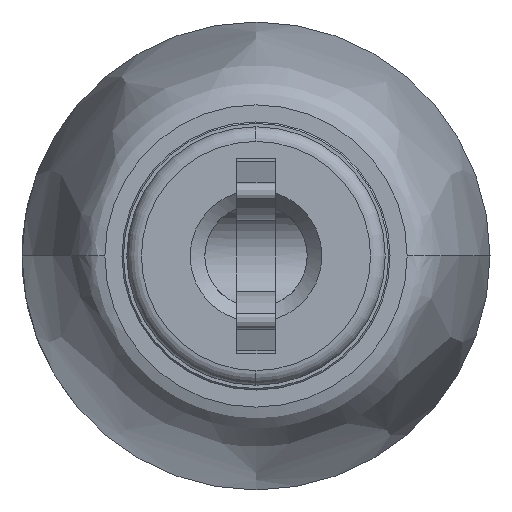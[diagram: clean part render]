
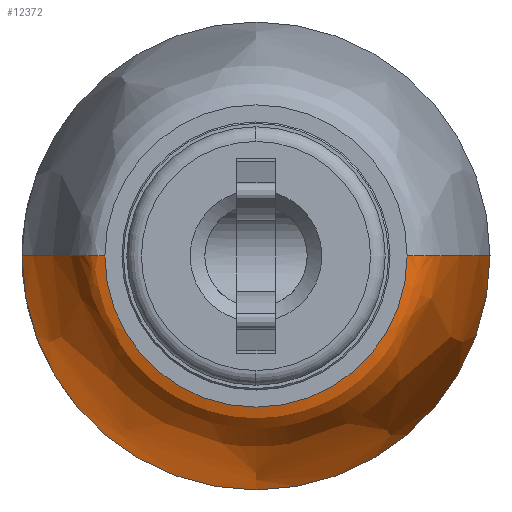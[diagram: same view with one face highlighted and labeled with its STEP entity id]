
A CAD part, left-side view. The second image highlights one B-rep face of the part: STEP entity #12372.
In plain terms, the highlighted free-form (B-spline) face has degree [3, 3] with [6, 4] control points.
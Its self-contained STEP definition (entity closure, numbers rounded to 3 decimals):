
#175 = CARTESIAN_POINT ( 'NONE',  ( -5.178, -3.71, 0. ) ) ;
#292 = CARTESIAN_POINT ( 'NONE',  ( 3.822, 4.8, -9.6 ) ) ;
#989 = CARTESIAN_POINT ( 'NONE',  ( 3.822, 0., -4.8 ) ) ;
#1596 = CARTESIAN_POINT ( 'NONE',  ( 3.822, 0., 0. ) ) ;
#2358 = CIRCLE ( 'NONE', #13326, 3.1 ) ;
#2550 = VERTEX_POINT ( 'NONE', #2827 ) ;
#2790 = CARTESIAN_POINT ( 'NONE',  ( 3.822, 4.8, 0. ) ) ;
#2827 = CARTESIAN_POINT ( 'NONE',  ( -5.178, -3.1, 0. ) ) ;
#2909 = VERTEX_POINT ( 'NONE', #9551 ) ;
#3018 = CARTESIAN_POINT ( 'NONE',  ( 3.398, 4.8, -9.6 ) ) ;
#3968 = ORIENTED_EDGE ( 'NONE', *, *, #23352, .T. ) ;
#4367 = CARTESIAN_POINT ( 'NONE',  ( 0.153, 4.759, 0. ) ) ;
#4476 = CARTESIAN_POINT ( 'NONE',  ( -5.178, 3.71, 0. ) ) ;
#4477 = EDGE_CURVE ( 'NONE', #2909, #29120, #21215, .T. ) ;
#4593 = CARTESIAN_POINT ( 'NONE',  ( -5.178, 3.1, 0. ) ) ;
#4885 = CARTESIAN_POINT ( 'NONE',  ( -5.178, -3.71, 0. ) ) ;
#5307 = CARTESIAN_POINT ( 'NONE',  ( 3.398, -4.8, -9.6 ) ) ;
#5426 = CARTESIAN_POINT ( 'NONE',  ( -5.178, -3.1, -6.2 ) ) ;
#5647 = CARTESIAN_POINT ( 'NONE',  ( 3.398, -4.8, 0. ) ) ;
#6185 = EDGE_CURVE ( 'NONE', #32320, #2550, #30765, .T. ) ;
#6350 = DIRECTION ( 'NONE',  ( 0., 0., 1. ) ) ;
#7917 = CARTESIAN_POINT ( 'NONE',  ( -3.247, 4.294, -8.588 ) ) ;
#8845 = CARTESIAN_POINT ( 'NONE',  ( 3.822, 0., 0. ) ) ;
#9104 = EDGE_CURVE ( 'NONE', #2909, #21696, #20275, .T. ) ;
#9551 = CARTESIAN_POINT ( 'NONE',  ( 3.822, 4.8, 0. ) ) ;
#9781 = CARTESIAN_POINT ( 'NONE',  ( 0.153, -4.759, 0. ) ) ;
#10404 = CARTESIAN_POINT ( 'NONE',  ( 3.398, 4.8, 0. ) ) ;
#10509 = CARTESIAN_POINT ( 'NONE',  ( -3.247, -4.294, 0. ) ) ;
#11556 = DIRECTION ( 'NONE',  ( -1., 0., 0. ) ) ;
#11879 = EDGE_CURVE ( 'NONE', #21696, #2550, #2358, .T. ) ;
#12198 = CARTESIAN_POINT ( 'NONE',  ( 3.822, -4.8, 0. ) ) ;
#12292 = CARTESIAN_POINT ( 'NONE',  ( -3.247, 4.294, 0. ) ) ;
#12372 = ADVANCED_FACE ( 'NONE', ( #18945 ), #19417, .F. ) ;
#12898 = CARTESIAN_POINT ( 'NONE',  ( 0.153, -4.759, -9.518 ) ) ;
#13260 = DIRECTION ( 'NONE',  ( 0., 0., 1. ) ) ;
#13322 = CARTESIAN_POINT ( 'NONE',  ( 0.153, 4.759, -9.518 ) ) ;
#13326 = AXIS2_PLACEMENT_3D ( 'NONE', #23833, #26630, #13260 ) ;
#14663 = ORIENTED_EDGE ( 'NONE', *, *, #11879, .F. ) ;
#14974 = CARTESIAN_POINT ( 'NONE',  ( 3.398, -4.8, 0. ) ) ;
#15658 = CIRCLE ( 'NONE', #27865, 4.8 ) ;
#15699 = CARTESIAN_POINT ( 'NONE',  ( -5.178, -3.71, -7.421 ) ) ;
#17028 = DIRECTION ( 'NONE',  ( -1., 0., 0. ) ) ;
#17609 = EDGE_LOOP ( 'NONE', ( #3968, #18412, #14663, #31928, #22180 ) ) ;
#17788 = CARTESIAN_POINT ( 'NONE',  ( -5.178, -3.1, 0. ) ) ;
#18297 = CARTESIAN_POINT ( 'NONE',  ( -5.178, 3.1, 0. ) ) ;
#18412 = ORIENTED_EDGE ( 'NONE', *, *, #6185, .T. ) ;
#18945 = FACE_OUTER_BOUND ( 'NONE', #17609, .T. ) ;
#19417 =( BOUNDED_SURFACE ( )  B_SPLINE_SURFACE ( 3, 3, ( 
 ( #2790, #292, #26139, #25824 ),
 ( #10404, #3018, #5307, #5647 ),
 ( #28740, #13322, #12898, #28397 ),
 ( #23347, #7917, #31288, #10509 ),
 ( #31078, #31177, #15699, #175 ),
 ( #18297, #20860, #5426, #23676 ) ),
 .UNSPECIFIED., .F., .F., .F. ) 
 B_SPLINE_SURFACE_WITH_KNOTS ( ( 4, 1, 1, 4 ),
 ( 4, 4 ),
 ( 0., 0.429, 0.529, 1. ),
 ( 0., 1. ),
 .UNSPECIFIED. ) 
 GEOMETRIC_REPRESENTATION_ITEM ( )  RATIONAL_B_SPLINE_SURFACE ( (
 ( 1., 0.333, 0.333, 1.),
 ( 1., 0.333, 0.333, 1.),
 ( 1., 0.333, 0.333, 1.),
 ( 1., 0.333, 0.333, 1.),
 ( 1., 0.333, 0.333, 1.),
 ( 1., 0.333, 0.333, 1.) ) ) 
 REPRESENTATION_ITEM ( '' )  SURFACE ( )  );
#19808 = CARTESIAN_POINT ( 'NONE',  ( 3.398, 4.8, 0. ) ) ;
#20275 = B_SPLINE_CURVE_WITH_KNOTS ( 'NONE', 3,
 ( #25125, #19808, #4367, #12292, #4476, #4593 ),
 .UNSPECIFIED., .F., .F.,
 ( 4, 1, 1, 4 ),
 ( 0., 0.429, 0.529, 1. ),
 .UNSPECIFIED. ) ;
#20860 = CARTESIAN_POINT ( 'NONE',  ( -5.178, 3.1, -6.2 ) ) ;
#21215 = CIRCLE ( 'NONE', #23184, 4.8 ) ;
#21696 = VERTEX_POINT ( 'NONE', #25673 ) ;
#22180 = ORIENTED_EDGE ( 'NONE', *, *, #4477, .T. ) ;
#23184 = AXIS2_PLACEMENT_3D ( 'NONE', #8845, #11556, #6350 ) ;
#23347 = CARTESIAN_POINT ( 'NONE',  ( -3.247, 4.294, 0. ) ) ;
#23352 = EDGE_CURVE ( 'NONE', #29120, #32320, #15658, .T. ) ;
#23676 = CARTESIAN_POINT ( 'NONE',  ( -5.178, -3.1, 0. ) ) ;
#23833 = CARTESIAN_POINT ( 'NONE',  ( -5.178, 0., 0. ) ) ;
#24778 = DIRECTION ( 'NONE',  ( 0., 0., 1. ) ) ;
#25125 = CARTESIAN_POINT ( 'NONE',  ( 3.822, 4.8, 0. ) ) ;
#25673 = CARTESIAN_POINT ( 'NONE',  ( -5.178, 3.1, 0. ) ) ;
#25824 = CARTESIAN_POINT ( 'NONE',  ( 3.822, -4.8, 0. ) ) ;
#26139 = CARTESIAN_POINT ( 'NONE',  ( 3.822, -4.8, -9.6 ) ) ;
#26630 = DIRECTION ( 'NONE',  ( -1., 0., 0. ) ) ;
#27865 = AXIS2_PLACEMENT_3D ( 'NONE', #1596, #17028, #24778 ) ;
#28397 = CARTESIAN_POINT ( 'NONE',  ( 0.153, -4.759, 0. ) ) ;
#28740 = CARTESIAN_POINT ( 'NONE',  ( 0.153, 4.759, 0. ) ) ;
#29120 = VERTEX_POINT ( 'NONE', #989 ) ;
#30359 = CARTESIAN_POINT ( 'NONE',  ( -3.247, -4.294, 0. ) ) ;
#30765 = B_SPLINE_CURVE_WITH_KNOTS ( 'NONE', 3,
 ( #32702, #14974, #9781, #30359, #4885, #17788 ),
 .UNSPECIFIED., .F., .F.,
 ( 4, 1, 1, 4 ),
 ( 0., 0.429, 0.529, 1. ),
 .UNSPECIFIED. ) ;
#31078 = CARTESIAN_POINT ( 'NONE',  ( -5.178, 3.71, 0. ) ) ;
#31177 = CARTESIAN_POINT ( 'NONE',  ( -5.178, 3.71, -7.421 ) ) ;
#31288 = CARTESIAN_POINT ( 'NONE',  ( -3.247, -4.294, -8.588 ) ) ;
#31928 = ORIENTED_EDGE ( 'NONE', *, *, #9104, .F. ) ;
#32320 = VERTEX_POINT ( 'NONE', #12198 ) ;
#32702 = CARTESIAN_POINT ( 'NONE',  ( 3.822, -4.8, 0. ) ) ;
